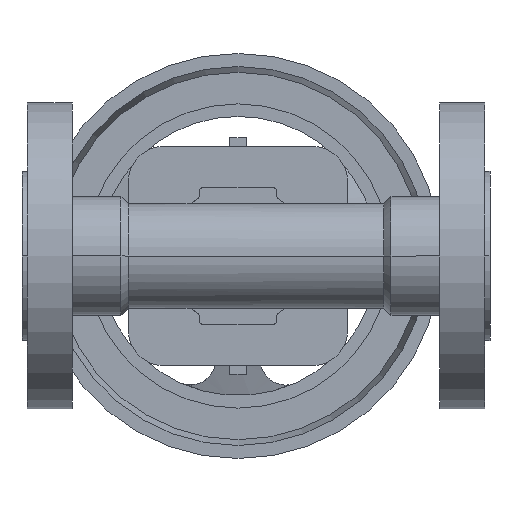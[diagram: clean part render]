
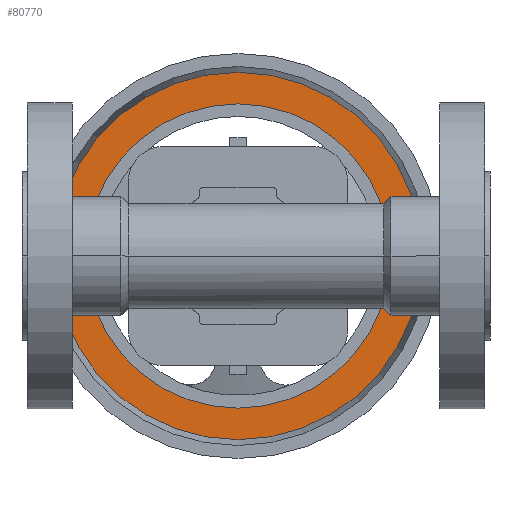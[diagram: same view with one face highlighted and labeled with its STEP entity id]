
A CAD part, front view. The second image highlights one B-rep face of the part: STEP entity #80770.
In plain terms, the highlighted planar face has unit normal (0, -1, 0).
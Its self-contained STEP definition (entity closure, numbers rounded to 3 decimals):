
#80220=CARTESIAN_POINT('',(17.962,296.,0.));
#80230=VERTEX_POINT('',#80220);
#80260=CARTESIAN_POINT('',(120.,296.,0.));
#80270=DIRECTION('',(0.,1.,0.));
#80280=DIRECTION('',(1.,0.,0.));
#80290=AXIS2_PLACEMENT_3D('',#80260,#80270,#80280);
#80300=CIRCLE('',#80290,102.038);
#80310=CARTESIAN_POINT('',(222.038,296.,0.));
#80320=VERTEX_POINT('',#80310);
#80330=EDGE_CURVE('',#80320,#80230,#80300,.T.);
#80520=CARTESIAN_POINT('',(213.269,296.,0.))
;
#80530=DIRECTION('',(0.,-1.,0.));
#80540=DIRECTION('',(-1.,0.,0.));
#80550=AXIS2_PLACEMENT_3D('',#80520,#80530,#80540);
#80560=PLANE('',#80550);
#80570=EDGE_CURVE('',#80230,#80320,#80300,.T.);
#80580=ORIENTED_EDGE('',*,*,#80570,.F.);
#80590=ORIENTED_EDGE('',*,*,#80330,.F.);
#80600=EDGE_LOOP('',(#80590,#80580));
#80610=FACE_OUTER_BOUND('',#80600,.T.);
#80620=CARTESIAN_POINT('',(120.,296.,0.));
#80630=DIRECTION('',(0.,1.,0.));
#80640=DIRECTION('',(1.,0.,0.));
#80650=AXIS2_PLACEMENT_3D('',#80620,#80630,#80640);
#80660=CIRCLE('',#80650,84.5);
#80670=CARTESIAN_POINT('',(204.5,296.,0.));
#80680=VERTEX_POINT('',#80670);
#80690=CARTESIAN_POINT('',(35.5,296.,0.));
#80700=VERTEX_POINT('',#80690);
#80710=EDGE_CURVE('',#80680,#80700,#80660,.T.);
#80720=ORIENTED_EDGE('',*,*,#80710,.T.);
#80730=EDGE_CURVE('',#80700,#80680,#80660,.T.);
#80740=ORIENTED_EDGE('',*,*,#80730,.T.);
#80750=EDGE_LOOP('',(#80740,#80720));
#80760=FACE_BOUND('',#80750,.T.);
#80770=ADVANCED_FACE('',(#80610,#80760),#80560,.T.);
